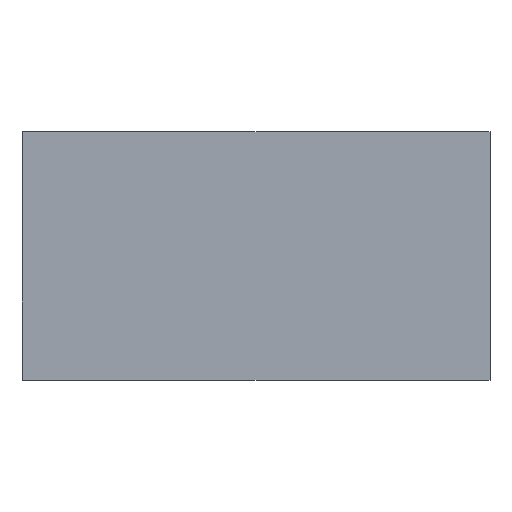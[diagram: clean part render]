
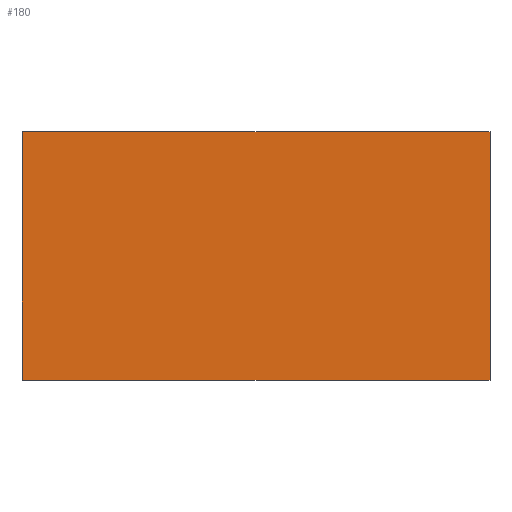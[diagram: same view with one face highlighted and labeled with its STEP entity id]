
A CAD part, top view. The second image highlights one B-rep face of the part: STEP entity #180.
In plain terms, the highlighted planar face has unit normal (0, 0, 1).
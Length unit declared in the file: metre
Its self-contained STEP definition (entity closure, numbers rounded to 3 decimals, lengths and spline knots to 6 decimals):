
#112 = EDGE_CURVE( '', #294, #295, #296, .T. );
#124 = EDGE_CURVE( '', #314, #315, #316, .T. );
#180 = ADVANCED_FACE( '', ( #391 ), #392, .F. );
#196 = EDGE_CURVE( '', #315, #295, #412, .T. );
#230 = EDGE_CURVE( '', #314, #294, #453, .T. );
#294 = VERTEX_POINT( '', #526 );
#295 = VERTEX_POINT( '', #527 );
#296 = LINE( '', #528, #529 );
#314 = VERTEX_POINT( '', #558 );
#315 = VERTEX_POINT( '', #559 );
#316 = LINE( '', #560, #561 );
#391 = FACE_OUTER_BOUND( '', #682, .T. );
#392 = PLANE( '', #683 );
#412 = LINE( '', #714, #715 );
#453 = LINE( '', #775, #776 );
#526 = CARTESIAN_POINT( '', ( 0.0008, 0.000437, 0.000448 ) );
#527 = CARTESIAN_POINT( '', ( -0.0008, 0.000437, 0.000448 ) );
#528 = CARTESIAN_POINT( '', ( -0.0008, 0.000437, 0.000448 ) );
#529 = VECTOR( '', #827, 1. );
#558 = CARTESIAN_POINT( '', ( 0.0008, -0.000413, 0.000448 ) );
#559 = CARTESIAN_POINT( '', ( -0.0008, -0.000413, 0.000448 ) );
#560 = CARTESIAN_POINT( '', ( -0.0008, -0.000413, 0.000448 ) );
#561 = VECTOR( '', #833, 1. );
#682 = EDGE_LOOP( '', ( #892, #893, #894, #895 ) );
#683 = AXIS2_PLACEMENT_3D( '', #896, #897, #898 );
#714 = CARTESIAN_POINT( '', ( -0.0008, -0.000413, 0.000448 ) );
#715 = VECTOR( '', #920, 1. );
#775 = CARTESIAN_POINT( '', ( 0.0008, -0.000413, 0.000448 ) );
#776 = VECTOR( '', #998, 1. );
#827 = DIRECTION( '', ( -1., 0., 0. ) );
#833 = DIRECTION( '', ( -1., 0., 0. ) );
#892 = ORIENTED_EDGE( '', *, *, #112, .T. );
#893 = ORIENTED_EDGE( '', *, *, #196, .F. );
#894 = ORIENTED_EDGE( '', *, *, #124, .F. );
#895 = ORIENTED_EDGE( '', *, *, #230, .T. );
#896 = CARTESIAN_POINT( '', ( -0.0008, -0.000413, 0.000448 ) );
#897 = DIRECTION( '', ( 0., 0., -1. ) );
#898 = DIRECTION( '', ( 0., -1., 0. ) );
#920 = DIRECTION( '', ( 0., 1., 0. ) );
#998 = DIRECTION( '', ( 0., 1., 0. ) );
